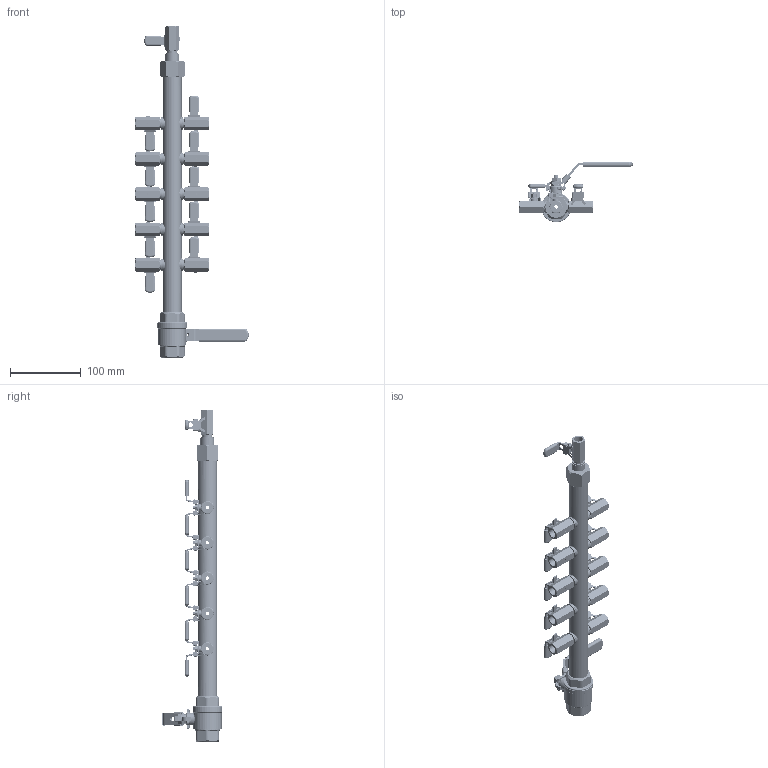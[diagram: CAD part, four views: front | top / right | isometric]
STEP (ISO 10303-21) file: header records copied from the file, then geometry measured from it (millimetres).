
FILE_DESCRIPTION (( 'STEP AP214' ), '1' );
FILE_NAME ('AH34RP10DL-14RV2 AH34 Series 10 Way Double Sided Air Manifold - Venting.STEP', '2024-10-28T19:40:04', ( '' ), ( '' ), 'SwSTEP 2.0', 'SolidWorks 2022', '' );
FILE_SCHEMA (( 'AUTOMOTIVE_DESIGN' ));
Length unit declared in the file: millimetre
Products named in the file (26): 8mm SS Lock Washer; AH34RP10DL-14RV2 AH34 Series 10 Way Manifold; STEM; 5mm Nylon Washer; D1T-HL red sleeve_Venting Iso; A2TL-HL Handle Cover; White letter colouring block; SLIDE_LOCK; Manifold Adaptor; D1T-HL red sleeve_D1T-HL Closed; SLIDE_LOCK-A2TL-HL; BACK_P; m8 Thin Nut; AH34RP10DL-14RV2 AH34 Series 10 Way Double Sided Air Manifold - Venting; A2TL-HL Body; D1T-HL Handle Cover; Lever; D1T-HL Valve Body_Venting; D1T-HL Valve Body; 5mm SS Washer; m5 Nut; Lever A2TL-HL; 5mm SS Lock Washer; A2TL-HL Valve_A2TL-HL Closed; m8 Nut; F-CAP
Assembly tree (47 placements, depth 3):
  AH34RP10DL-14RV2 AH34 Series 10 Way Double Sided Air Manifold - Venting
    AH34RP10DL-14RV2 AH34 Series 10 Way Manifold
    A2TL-HL Valve_A2TL-HL Closed
      A2TL-HL Body
      m8 Thin Nut
      Lever A2TL-HL
      8mm SS Lock Washer
      m8 Nut
      A2TL-HL Handle Cover
      SLIDE_LOCK-A2TL-HL
    Manifold Adaptor
    D1T-HL red sleeve_D1T-HL Closed
      D1T-HL Valve Body
      STEM
      BACK_P
      F-CAP
      SLIDE_LOCK
      Lever
      5mm Nylon Washer
      5mm SS Washer  x2
      5mm SS Lock Washer
      m5 Nut
      D1T-HL Handle Cover
      White letter colouring block
    D1T-HL red sleeve_Venting Iso  x10
      D1T-HL Valve Body_Venting
      STEM
      BACK_P
      F-CAP
      SLIDE_LOCK
      Lever
      5mm Nylon Washer
      5mm SS Washer
      5mm SS Lock Washer
      m5 Nut
      D1T-HL Handle Cover
      White letter colouring block
Bounding box: 160.61 x 85.6 x 470 mm (x, y, z)
Volume: 308581.8 mm3; surface area: 218785.2 mm2
Topology: 188 solids, 188 shells, 6609 faces, 16750 edges, 10699 vertices
Faces by surface type: plane 2938, cylinder 1721, bspline 1118, torus 620, cone 196, sphere 16
Entity records: 71021 total; most frequent: CARTESIAN_POINT 33453, ORIENTED_EDGE 7432, DIRECTION 6185, EDGE_CURVE 3716, VERTEX_POINT 2339, AXIS2_PLACEMENT_3D 2216, VECTOR 1753, LINE 1753
